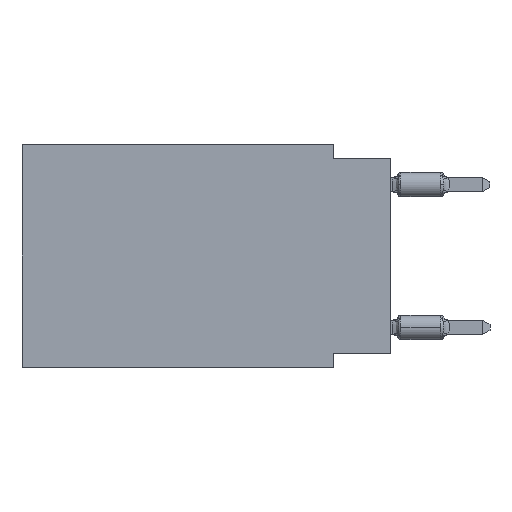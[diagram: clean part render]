
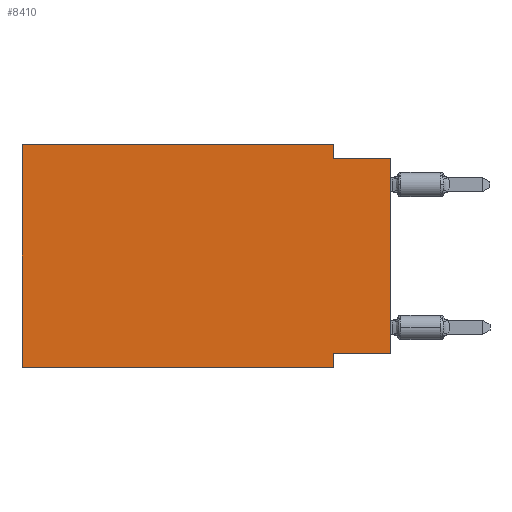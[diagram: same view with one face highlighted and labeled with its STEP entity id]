
A CAD part, left-side view. The second image highlights one B-rep face of the part: STEP entity #8410.
In plain terms, the highlighted planar face has unit normal (-1, 0, 0).
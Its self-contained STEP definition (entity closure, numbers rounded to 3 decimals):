
#66 = LINE ( 'NONE', #12390, #19287 ) ;
#654 = DIRECTION ( 'NONE',  ( 1., 0., 0. ) ) ;
#1109 = LINE ( 'NONE', #2915, #17774 ) ;
#1136 = VERTEX_POINT ( 'NONE', #11313 ) ;
#1428 = CARTESIAN_POINT ( 'NONE',  ( 0., 0., -9.271 ) ) ;
#1683 = CARTESIAN_POINT ( 'NONE',  ( 0., 16.383, 0. ) ) ;
#1731 = LINE ( 'NONE', #10611, #1841 ) ;
#1841 = VECTOR ( 'NONE', #12556, 1000. ) ;
#1927 = EDGE_CURVE ( 'NONE', #4175, #18941, #17336, .T. ) ;
#1982 = EDGE_CURVE ( 'NONE', #15166, #1136, #66, .T. ) ;
#2524 = LINE ( 'NONE', #4148, #14470 ) ;
#2915 = CARTESIAN_POINT ( 'NONE',  ( 0., 16.383, 0. ) ) ;
#3113 = CARTESIAN_POINT ( 'NONE',  ( 0., 2.54, 0. ) ) ;
#3514 = DIRECTION ( 'NONE',  ( 0., -1., 0. ) ) ;
#3769 = ORIENTED_EDGE ( 'NONE', *, *, #5801, .F. ) ;
#4148 = CARTESIAN_POINT ( 'NONE',  ( 0., 0., -0.635 ) ) ;
#4175 = VERTEX_POINT ( 'NONE', #5854 ) ;
#4750 = VECTOR ( 'NONE', #15420, 1000. ) ;
#4935 = VECTOR ( 'NONE', #16114, 1000. ) ;
#4966 = EDGE_CURVE ( 'NONE', #15121, #17698, #13838, .T. ) ;
#5384 = LINE ( 'NONE', #12867, #4935 ) ;
#5801 = EDGE_CURVE ( 'NONE', #17698, #15774, #2524, .T. ) ;
#5854 = CARTESIAN_POINT ( 'NONE',  ( 0., 16.383, -9.906 ) ) ;
#6316 = DIRECTION ( 'NONE',  ( 0., 0., -1. ) ) ;
#6700 = EDGE_LOOP ( 'NONE', ( #14438, #3769, #9327, #14307, #19805, #12039, #9820, #9332 ) ) ;
#7065 = EDGE_CURVE ( 'NONE', #16933, #15774, #5384, .T. ) ;
#8221 = DIRECTION ( 'NONE',  ( 0., 0., -1. ) ) ;
#8410 = ADVANCED_FACE ( 'NONE', ( #9828 ), #16019, .F. ) ;
#9327 = ORIENTED_EDGE ( 'NONE', *, *, #4966, .F. ) ;
#9332 = ORIENTED_EDGE ( 'NONE', *, *, #16938, .F. ) ;
#9820 = ORIENTED_EDGE ( 'NONE', *, *, #1982, .F. ) ;
#9828 = FACE_OUTER_BOUND ( 'NONE', #6700, .T. ) ;
#10611 = CARTESIAN_POINT ( 'NONE',  ( 0., 0., -9.271 ) ) ;
#10653 = EDGE_CURVE ( 'NONE', #18941, #15121, #1109, .T. ) ;
#11313 = CARTESIAN_POINT ( 'NONE',  ( 0., 2.54, -9.906 ) ) ;
#12039 = ORIENTED_EDGE ( 'NONE', *, *, #12758, .T. ) ;
#12304 = CARTESIAN_POINT ( 'NONE',  ( 0., 2.54, -0.635 ) ) ;
#12390 = CARTESIAN_POINT ( 'NONE',  ( 0., 2.54, -9.906 ) ) ;
#12418 = LINE ( 'NONE', #17360, #13238 ) ;
#12556 = DIRECTION ( 'NONE',  ( 0., 1., 0. ) ) ;
#12716 = CARTESIAN_POINT ( 'NONE',  ( 0., 2.54, -9.271 ) ) ;
#12758 = EDGE_CURVE ( 'NONE', #4175, #1136, #12418, .T. ) ;
#12867 = CARTESIAN_POINT ( 'NONE',  ( 0., 0., 0. ) ) ;
#13211 = VECTOR ( 'NONE', #17180, 1000. ) ;
#13238 = VECTOR ( 'NONE', #3514, 1000. ) ;
#13684 = CARTESIAN_POINT ( 'NONE',  ( 0., 0., -0.635 ) ) ;
#13838 = LINE ( 'NONE', #3113, #13211 ) ;
#14307 = ORIENTED_EDGE ( 'NONE', *, *, #10653, .F. ) ;
#14438 = ORIENTED_EDGE ( 'NONE', *, *, #7065, .T. ) ;
#14470 = VECTOR ( 'NONE', #17592, 1000. ) ;
#14697 = CARTESIAN_POINT ( 'NONE',  ( 0., 16.383, 0. ) ) ;
#15121 = VERTEX_POINT ( 'NONE', #15567 ) ;
#15166 = VERTEX_POINT ( 'NONE', #12716 ) ;
#15420 = DIRECTION ( 'NONE',  ( 0., 0., 1. ) ) ;
#15567 = CARTESIAN_POINT ( 'NONE',  ( 0., 2.54, 0. ) ) ;
#15774 = VERTEX_POINT ( 'NONE', #13684 ) ;
#16019 = PLANE ( 'NONE',  #16213 ) ;
#16114 = DIRECTION ( 'NONE',  ( 0., 0., 1. ) ) ;
#16213 = AXIS2_PLACEMENT_3D ( 'NONE', #14697, #654, #8221 ) ;
#16933 = VERTEX_POINT ( 'NONE', #1428 ) ;
#16938 = EDGE_CURVE ( 'NONE', #16933, #15166, #1731, .T. ) ;
#17180 = DIRECTION ( 'NONE',  ( 0., 0., -1. ) ) ;
#17244 = CARTESIAN_POINT ( 'NONE',  ( 0., 16.383, 0. ) ) ;
#17336 = LINE ( 'NONE', #17244, #4750 ) ;
#17360 = CARTESIAN_POINT ( 'NONE',  ( 0., 16.383, -9.906 ) ) ;
#17592 = DIRECTION ( 'NONE',  ( 0., -1., 0. ) ) ;
#17698 = VERTEX_POINT ( 'NONE', #12304 ) ;
#17774 = VECTOR ( 'NONE', #19598, 1000. ) ;
#18941 = VERTEX_POINT ( 'NONE', #1683 ) ;
#19287 = VECTOR ( 'NONE', #6316, 1000. ) ;
#19598 = DIRECTION ( 'NONE',  ( 0., -1., 0. ) ) ;
#19805 = ORIENTED_EDGE ( 'NONE', *, *, #1927, .F. ) ;
